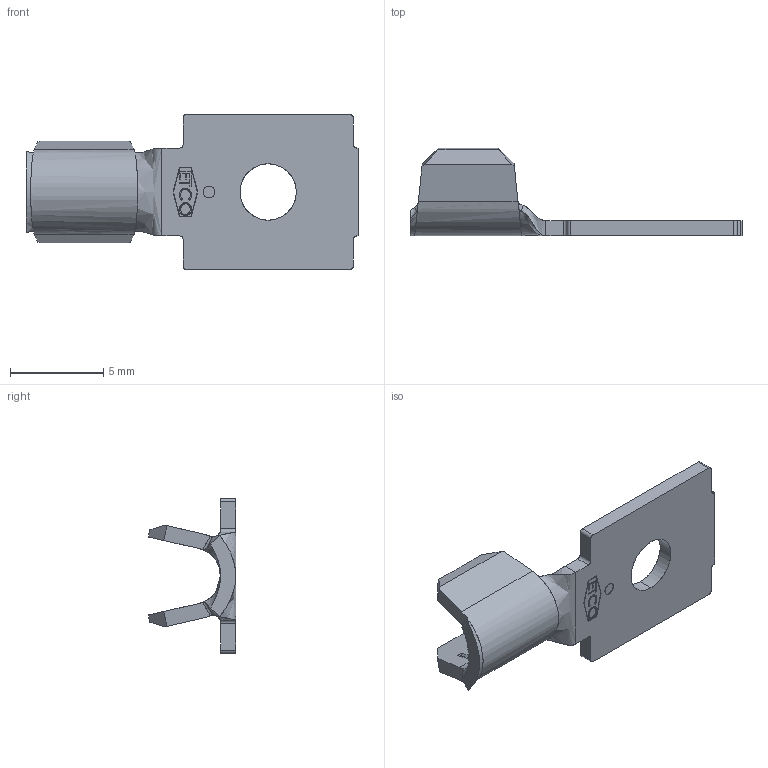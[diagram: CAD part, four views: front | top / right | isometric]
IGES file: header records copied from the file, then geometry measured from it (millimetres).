
Start section: SolidWorks IGES file using analytic representation for surfaces
Global section: file name: 01841.IGS; native system: SolidWorks 2014; preprocessor: SolidWorks 2014; author: sjohnson; date: 150206.125022; units: inch
Bounding box: 17.83 x 4.7 x 8.33 mm (x, y, z)
Surface area: 336.9 mm2 (no closed solid volume)
Topology: 0 solids, 0 shells, 175 faces, 1329 edges, 1329 vertices
Faces by surface type: bspline 141, revolution 34
